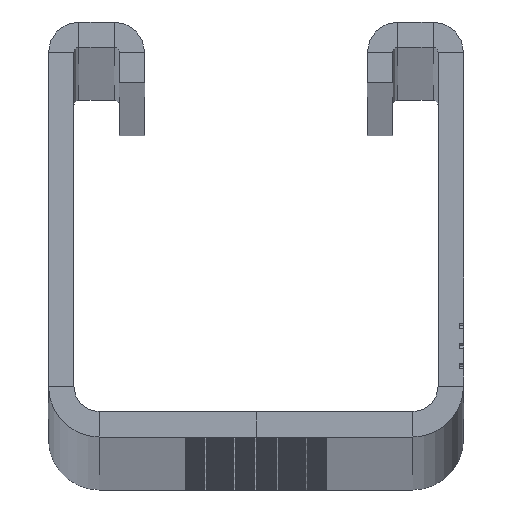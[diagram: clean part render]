
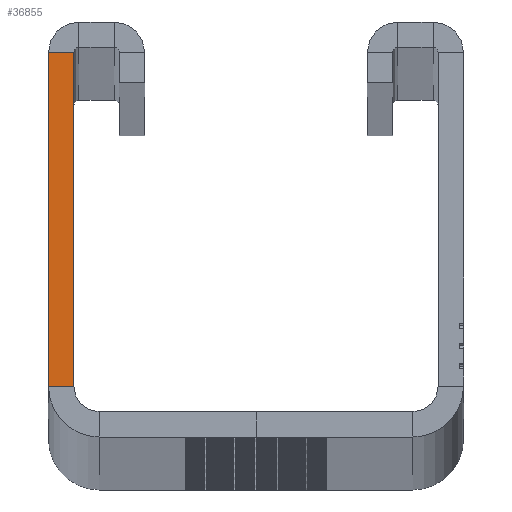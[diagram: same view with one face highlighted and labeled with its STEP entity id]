
A CAD part, top view. The second image highlights one B-rep face of the part: STEP entity #36855.
In plain terms, the highlighted planar face has unit normal (0, 0, 1).
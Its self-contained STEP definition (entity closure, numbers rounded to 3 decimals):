
#584 = CARTESIAN_POINT ( 'NONE',  ( -20.5, 5., 3000. ) ) ;
#995 = CARTESIAN_POINT ( 'NONE',  ( -15.5, 2.5, 3000. ) ) ;
#2104 = DIRECTION ( 'NONE',  ( -1., 0., 0. ) ) ;
#4291 = LINE ( 'NONE', #54767, #17071 ) ;
#7209 = ORIENTED_EDGE ( 'NONE', *, *, #30639, .T. ) ;
#8270 = ORIENTED_EDGE ( 'NONE', *, *, #12286, .T. ) ;
#8434 = CARTESIAN_POINT ( 'NONE',  ( -20.5, 5., 3000. ) ) ;
#8980 = CARTESIAN_POINT ( 'NONE',  ( -18., 5., 3000. ) ) ;
#10185 = VERTEX_POINT ( 'NONE', #8980 ) ;
#11682 = DIRECTION ( 'NONE',  ( 0., -1., 0. ) ) ;
#12286 = EDGE_CURVE ( 'NONE', #28731, #10185, #17848, .T. ) ;
#17071 = VECTOR ( 'NONE', #11682, 1000. ) ;
#17390 = DIRECTION ( 'NONE',  ( 0., 0., 1. ) ) ;
#17848 = LINE ( 'NONE', #8434, #44994 ) ;
#18364 = EDGE_LOOP ( 'NONE', ( #7209, #8270, #59718, #32287 ) ) ;
#18515 = CARTESIAN_POINT ( 'NONE',  ( -18., 38., 3000. ) ) ;
#22587 = PLANE ( 'NONE',  #23770 ) ;
#22591 = VECTOR ( 'NONE', #27659, 1000. ) ;
#23770 = AXIS2_PLACEMENT_3D ( 'NONE', #995, #17390, #55221 ) ;
#26091 = VERTEX_POINT ( 'NONE', #38501 ) ;
#27189 = VERTEX_POINT ( 'NONE', #65206 ) ;
#27659 = DIRECTION ( 'NONE',  ( 0., -1., 0. ) ) ;
#28379 = FACE_OUTER_BOUND ( 'NONE', #18364, .T. ) ;
#28731 = VERTEX_POINT ( 'NONE', #63758 ) ;
#30639 = EDGE_CURVE ( 'NONE', #26091, #28731, #65691, .T. ) ;
#32287 = ORIENTED_EDGE ( 'NONE', *, *, #41598, .T. ) ;
#35474 = DIRECTION ( 'NONE',  ( 1., 0., 0. ) ) ;
#36855 = ADVANCED_FACE ( 'NONE', ( #28379 ), #22587, .T. ) ;
#38501 = CARTESIAN_POINT ( 'NONE',  ( -20.5, 38., 3000. ) ) ;
#41598 = EDGE_CURVE ( 'NONE', #27189, #26091, #59884, .T. ) ;
#44994 = VECTOR ( 'NONE', #35474, 1000. ) ;
#51970 = EDGE_CURVE ( 'NONE', #27189, #10185, #4291, .T. ) ;
#54767 = CARTESIAN_POINT ( 'NONE',  ( -18., 5., 3000. ) ) ;
#55221 = DIRECTION ( 'NONE',  ( 1., 0., 0. ) ) ;
#58195 = VECTOR ( 'NONE', #2104, 1000. ) ;
#59718 = ORIENTED_EDGE ( 'NONE', *, *, #51970, .F. ) ;
#59884 = LINE ( 'NONE', #18515, #58195 ) ;
#63758 = CARTESIAN_POINT ( 'NONE',  ( -20.5, 5., 3000. ) ) ;
#65206 = CARTESIAN_POINT ( 'NONE',  ( -18., 38., 3000. ) ) ;
#65691 = LINE ( 'NONE', #584, #22591 ) ;
